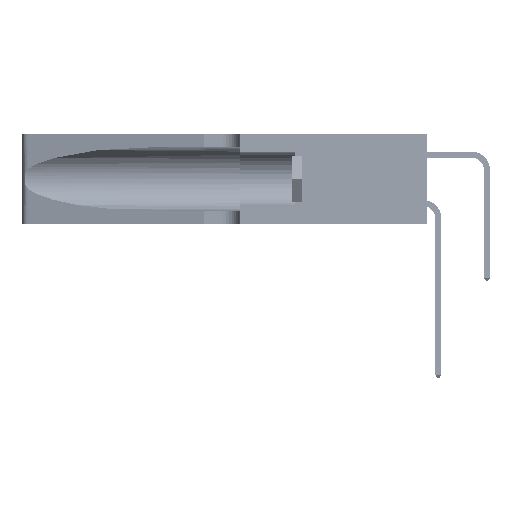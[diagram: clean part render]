
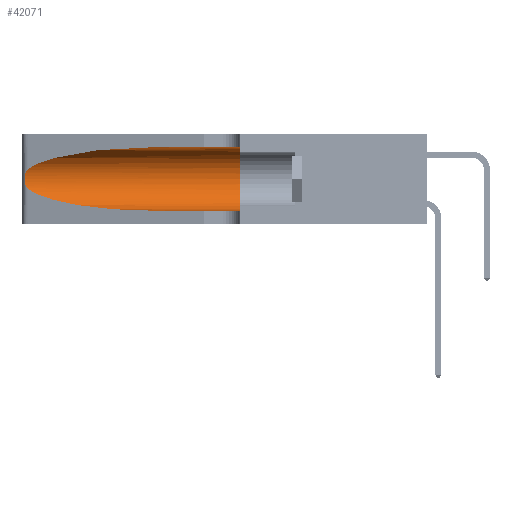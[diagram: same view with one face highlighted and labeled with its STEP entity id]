
A CAD part, left-side view. The second image highlights one B-rep face of the part: STEP entity #42071.
In plain terms, the highlighted cylindrical face has radius 3.308 mm (diameter 6.617 mm), a partial arc.
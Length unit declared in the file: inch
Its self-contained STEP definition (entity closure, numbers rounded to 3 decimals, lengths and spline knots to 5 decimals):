
#395 = EDGE_LOOP ( 'NONE', ( #9046, #24963, #22264, #29030, #23377, #43793 ) ) ;
#1347 = VERTEX_POINT ( 'NONE', #40397 ) ;
#1893 = CARTESIAN_POINT ( 'NONE',  ( 0.25487, 1.22718, 0.14631 ) ) ;
#1995 = EDGE_CURVE ( 'NONE', #41390, #24278, #42222, .T. ) ;
#3036 = CARTESIAN_POINT ( 'NONE',  ( 0.25555, 1.22993, 0.14849 ) ) ;
#3732 = CARTESIAN_POINT ( 'NONE',  ( 0.1305, 1.61858, 0.31525 ) ) ;
#5768 = DIRECTION ( 'NONE',  ( 0., 0., -1. ) ) ;
#6020 = CYLINDRICAL_SURFACE ( 'NONE', #35565, 0.13025 ) ;
#6286 = EDGE_CURVE ( 'NONE', #1347, #12021, #26404, .T. ) ;
#6306 = CARTESIAN_POINT ( 'NONE',  ( 0.1305, 0.35, 0.05475 ) ) ;
#7007 = CARTESIAN_POINT ( 'NONE',  ( 0.1305, 0.72297, 0.31525 ) ) ;
#7299 = EDGE_CURVE ( 'NONE', #34575, #35151, #55575, .T. ) ;
#9046 = ORIENTED_EDGE ( 'NONE', *, *, #10805, .T. ) ;
#9297 = VECTOR ( 'NONE', #44816, 39.37008 ) ;
#10085 = CARTESIAN_POINT ( 'NONE',  ( 0.2373, 1.15595, 0.08982 ) ) ;
#10265 = CARTESIAN_POINT ( 'NONE',  ( 0.1305, 0.72297, 0.05475 ) ) ;
#10805 = EDGE_CURVE ( 'NONE', #34575, #1347, #52154, .T. ) ;
#11660 = CARTESIAN_POINT ( 'NONE',  ( 0.25787, 1.23484, 0.2124 ) ) ;
#12021 = VERTEX_POINT ( 'NONE', #1893 ) ;
#12664 = VECTOR ( 'NONE', #29596, 39.37008 ) ;
#13641 = EDGE_CURVE ( 'NONE', #35151, #24278, #16402, .T. ) ;
#15276 = CARTESIAN_POINT ( 'NONE',  ( 0.1305, 0.35, 0.185 ) ) ;
#15755 = CARTESIAN_POINT ( 'NONE',  ( 0.25487, 1.22718, 0.22369 ) ) ;
#16019 = CARTESIAN_POINT ( 'NONE',  ( 0.26018, 1.23835, 0.19895 ) ) ;
#16402 = CIRCLE ( 'NONE', #18189, 0.13025 ) ;
#18189 = AXIS2_PLACEMENT_3D ( 'NONE', #15276, #45266, #19581 ) ;
#18758 = CARTESIAN_POINT ( 'NONE',  ( 0.25487, 1.22718, 0.14631 ) ) ;
#19581 = DIRECTION ( 'NONE',  ( 0., 0., 1. ) ) ;
#20332 = CARTESIAN_POINT ( 'NONE',  ( 0.26075, 1.23896, 0.178 ) ) ;
#22264 = ORIENTED_EDGE ( 'NONE', *, *, #52058, .T. ) ;
#23377 = ORIENTED_EDGE ( 'NONE', *, *, #13641, .F. ) ;
#23439 = CARTESIAN_POINT ( 'NONE',  ( 0.1305, 0.35, 0.31525 ) ) ;
#24278 = VERTEX_POINT ( 'NONE', #6306 ) ;
#24612 = CARTESIAN_POINT ( 'NONE',  ( 0.25856, 1.23593, 0.16098 ) ) ;
#24963 = ORIENTED_EDGE ( 'NONE', *, *, #6286, .T. ) ;
#26404 = B_SPLINE_CURVE_WITH_KNOTS ( 'NONE', 3,
 ( #37150, #54409, #37329, #11660, #41666, #16019, #45988, #20332, #50276, #24612, #54592, #28934, #3036, #33220 ),
 .UNSPECIFIED., .F., .F.,
 ( 4, 2, 2, 2, 2, 2, 4 ),
 ( 0., 0.00027, 0.00053, 0.00107, 0.0016, 0.00187, 0.00214 ),
 .UNSPECIFIED. ) ;
#28934 = CARTESIAN_POINT ( 'NONE',  ( 0.25639, 1.23186, 0.15144 ) ) ;
#29030 = ORIENTED_EDGE ( 'NONE', *, *, #1995, .T. ) ;
#29596 = DIRECTION ( 'NONE',  ( 0., -1., 0. ) ) ;
#30861 = CARTESIAN_POINT ( 'NONE',  ( 0.1305, 0.72297, 0.05475 ) ) ;
#31558 = DIRECTION ( 'NONE',  ( 0., -1., 0. ) ) ;
#32755 = CARTESIAN_POINT ( 'NONE',  ( 0.18966, 0.96281, 0.31525 ) ) ;
#33220 = CARTESIAN_POINT ( 'NONE',  ( 0.25487, 1.22718, 0.14631 ) ) ;
#34575 = VERTEX_POINT ( 'NONE', #45632 ) ;
#35151 = VERTEX_POINT ( 'NONE', #23439 ) ;
#35565 = AXIS2_PLACEMENT_3D ( 'NONE', #40198, #31558, #5768 ) ;
#35967 = CARTESIAN_POINT ( 'NONE',  ( 0.18966, 0.96281, 0.05475 ) ) ;
#37150 = CARTESIAN_POINT ( 'NONE',  ( 0.25487, 1.22718, 0.22369 ) ) ;
#37329 = CARTESIAN_POINT ( 'NONE',  ( 0.25639, 1.23184, 0.21858 ) ) ;
#40198 = CARTESIAN_POINT ( 'NONE',  ( 0.1305, 1.61858, 0.185 ) ) ;
#40358 = FACE_OUTER_BOUND ( 'NONE', #395, .T. ) ;
#40397 = CARTESIAN_POINT ( 'NONE',  ( 0.25487, 1.22718, 0.22369 ) ) ;
#40513 = CARTESIAN_POINT ( 'NONE',  ( 0.1305, 1.61858, 0.05475 ) ) ;
#41390 = VERTEX_POINT ( 'NONE', #30861 ) ;
#41394 = CARTESIAN_POINT ( 'NONE',  ( 0.2373, 1.15595, 0.28018 ) ) ;
#41666 = CARTESIAN_POINT ( 'NONE',  ( 0.25854, 1.2359, 0.20912 ) ) ;
#42071 = ADVANCED_FACE ( 'NONE', ( #40358 ), #6020, .F. ) ;
#42222 = LINE ( 'NONE', #40513, #9297 ) ;
#43793 = ORIENTED_EDGE ( 'NONE', *, *, #7299, .F. ) ;
#44816 = DIRECTION ( 'NONE',  ( 0., -1., 0. ) ) ;
#45266 = DIRECTION ( 'NONE',  ( 0., 1., 0. ) ) ;
#45632 = CARTESIAN_POINT ( 'NONE',  ( 0.1305, 0.72297, 0.31525 ) ) ;
#45988 = CARTESIAN_POINT ( 'NONE',  ( 0.26075, 1.23896, 0.19203 ) ) ;
#50276 = CARTESIAN_POINT ( 'NONE',  ( 0.26017, 1.23833, 0.17102 ) ) ;
#52058 = EDGE_CURVE ( 'NONE', #12021, #41390, #53893, .T. ) ;
#52154 =( BOUNDED_CURVE ( )  B_SPLINE_CURVE ( 3, ( #7007, #32755, #41394, #15755 ),
 .UNSPECIFIED., .F., .F. ) 
 B_SPLINE_CURVE_WITH_KNOTS ( ( 4, 4 ),
 ( 1.5708, 2.84003 ),
 .UNSPECIFIED. ) 
 CURVE ( )  GEOMETRIC_REPRESENTATION_ITEM ( )  RATIONAL_B_SPLINE_CURVE ( ( 1., 0.87, 0.87, 1. ) ) 
 REPRESENTATION_ITEM ( '' )  );
#53893 =( BOUNDED_CURVE ( )  B_SPLINE_CURVE ( 3, ( #18758, #10085, #35967, #10265 ),
 .UNSPECIFIED., .F., .F. ) 
 B_SPLINE_CURVE_WITH_KNOTS ( ( 4, 4 ),
 ( 3.44316, 4.71239 ),
 .UNSPECIFIED. ) 
 CURVE ( )  GEOMETRIC_REPRESENTATION_ITEM ( )  RATIONAL_B_SPLINE_CURVE ( ( 1., 0.87, 0.87, 1. ) ) 
 REPRESENTATION_ITEM ( '' )  );
#54409 = CARTESIAN_POINT ( 'NONE',  ( 0.25555, 1.22994, 0.2215 ) ) ;
#54592 = CARTESIAN_POINT ( 'NONE',  ( 0.25789, 1.23486, 0.15765 ) ) ;
#55575 = LINE ( 'NONE', #3732, #12664 ) ;
